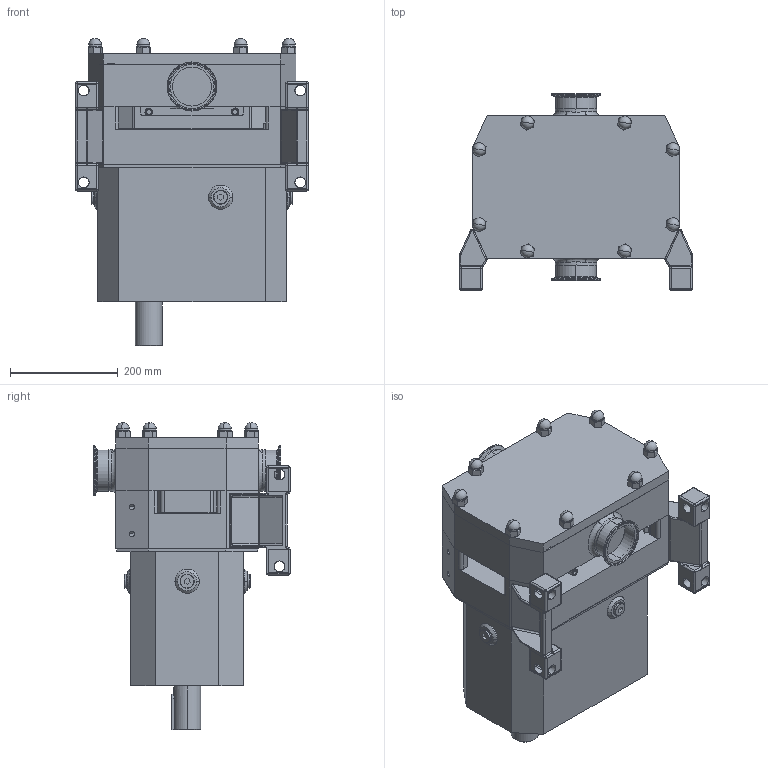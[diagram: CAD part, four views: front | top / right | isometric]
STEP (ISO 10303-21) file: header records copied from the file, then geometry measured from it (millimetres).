
FILE_DESCRIPTION (( 'STEP AP214' ), '1' );
FILE_NAME ('SLFS-TC-LEFT.STEP', '2022-05-13T13:46:29', ( '' ), ( '' ), 'SwSTEP 2.0', 'SolidWorks 2021', '' );
FILE_SCHEMA (( 'AUTOMOTIVE_DESIGN' ));
Length unit declared in the file: millimetre
Products named in the file (3): Copy of SLFS-1524 V LHD^GA4494; Copy of Z94-5121-55 - 3 INCH^GA4494; SLFS-TC-LEFT
Assembly tree (3 placements, depth 2):
  SLFS-TC-LEFT
    Copy of SLFS-1524 V LHD^GA4494
    Copy of Z94-5121-55 - 3 INCH^GA4494  x2
Bounding box: 432.01 x 364 x 568.65 mm (x, y, z)
Volume: 37118560.4 mm3; surface area: 1305136.9 mm2
Topology: 24 solids, 24 shells, 1163 faces, 2937 edges, 1704 vertices
Faces by surface type: plane 431, cylinder 326, bspline 129, cone 116, torus 111, sphere 50
Entity records: 48574 total; most frequent: CARTESIAN_POINT 22528, ORIENTED_EDGE 5454, DIRECTION 5264, EDGE_CURVE 2727, AXIS2_PLACEMENT_3D 1956, VERTEX_POINT 1660, LINE 1352, VECTOR 1352
